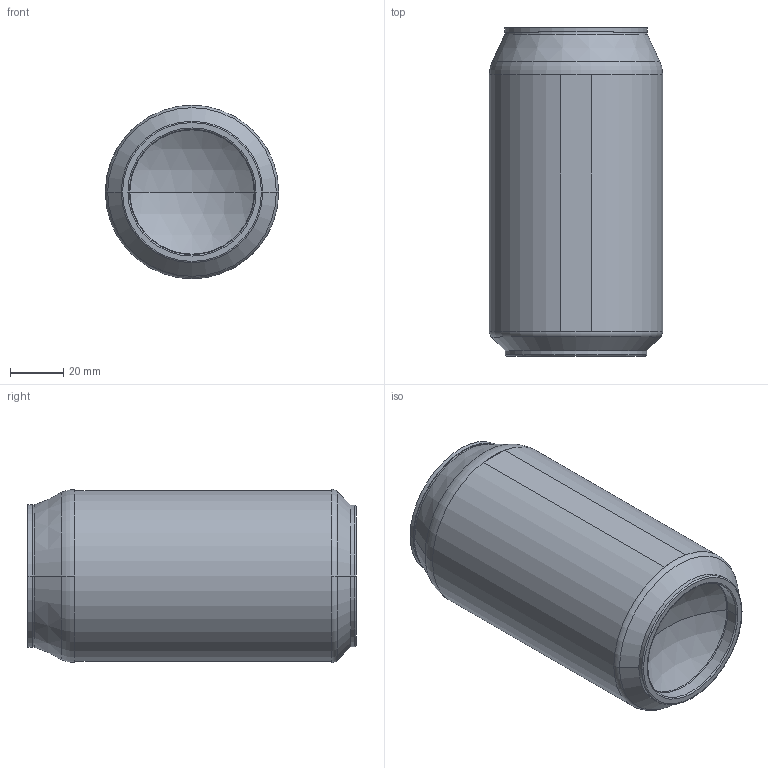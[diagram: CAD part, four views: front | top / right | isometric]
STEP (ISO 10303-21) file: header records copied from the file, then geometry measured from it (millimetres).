
FILE_DESCRIPTION (( 'STEP AP203' ), '1' );
FILE_NAME ('lata de cerveja budweiser.STEP', '2025-08-14T19:53:02', ( '' ), ( '' ), 'SwSTEP 2.0', 'SolidWorks 2025', '' );
FILE_SCHEMA (( 'CONFIG_CONTROL_DESIGN' ));
Length unit declared in the file: millimetre
Products named in the file (1): lata de cerveja budweiser
Bounding box: 65 x 123 x 64.93 mm (x, y, z)
Volume: 30777.5 mm3; surface area: 60853.6 mm2
Topology: 2 solids, 3 shells, 113 faces, 254 edges, 151 vertices
Faces by surface type: torus 31, cylinder 30, plane 25, cone 14, bspline 11, sphere 2
Entity records: 4368 total; most frequent: CARTESIAN_POINT 1763, DIRECTION 576, ORIENTED_EDGE 500, EDGE_CURVE 250, AXIS2_PLACEMENT_3D 249, VERTEX_POINT 151, CIRCLE 146, EDGE_LOOP 125
